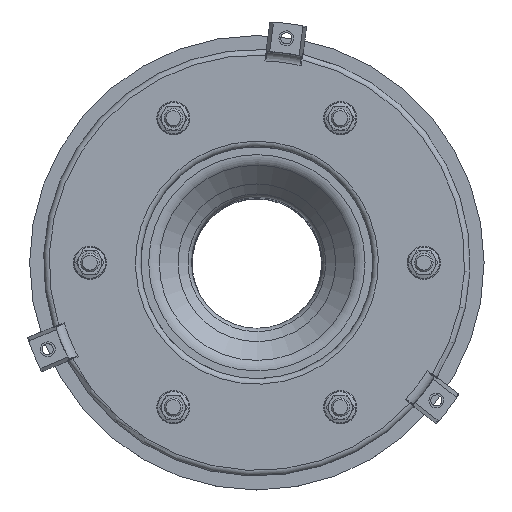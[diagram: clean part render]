
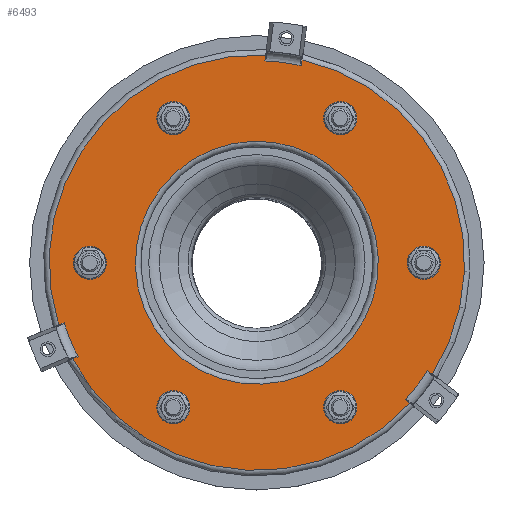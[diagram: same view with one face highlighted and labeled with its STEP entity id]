
A CAD part, top view. The second image highlights one B-rep face of the part: STEP entity #6493.
In plain terms, the highlighted planar face has unit normal (0, 0, 1).
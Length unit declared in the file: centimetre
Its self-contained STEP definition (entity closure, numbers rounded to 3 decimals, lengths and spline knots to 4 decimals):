
#309=FACE_BOUND('',#1146,.T.);
#310=FACE_BOUND('',#1147,.T.);
#311=FACE_BOUND('',#1148,.T.);
#312=FACE_BOUND('',#1149,.T.);
#313=FACE_BOUND('',#1150,.T.);
#314=FACE_BOUND('',#1151,.T.);
#315=FACE_BOUND('',#1152,.T.);
#375=PLANE('',#7192);
#675=FACE_OUTER_BOUND('',#1145,.T.);
#1145=EDGE_LOOP('',(#4890,#4891,#4892,#4893,#4894,#4895,#4896,#4897,#4898,
#4899,#4900,#4901));
#1146=EDGE_LOOP('',(#4902));
#1147=EDGE_LOOP('',(#4903));
#1148=EDGE_LOOP('',(#4904));
#1149=EDGE_LOOP('',(#4905));
#1150=EDGE_LOOP('',(#4906));
#1151=EDGE_LOOP('',(#4907));
#1152=EDGE_LOOP('',(#4908));
#1623=LINE('',#10661,#1963);
#1624=LINE('',#10882,#1964);
#1625=LINE('',#10886,#1965);
#1626=LINE('',#10890,#1966);
#1627=LINE('',#10894,#1967);
#1628=LINE('',#10897,#1968);
#1963=VECTOR('',#8700,1.);
#1964=VECTOR('',#8711,1.);
#1965=VECTOR('',#8714,1.);
#1966=VECTOR('',#8717,1.);
#1967=VECTOR('',#8720,1.);
#1968=VECTOR('',#8723,1.);
#2350=CIRCLE('',#7190,112.);
#2352=CIRCLE('',#7193,108.8417);
#2353=CIRCLE('',#7194,112.);
#2354=CIRCLE('',#7195,108.8417);
#2355=CIRCLE('',#7196,112.);
#2356=CIRCLE('',#7197,108.8417);
#2357=CIRCLE('',#7198,6.5);
#2358=CIRCLE('',#7199,6.5);
#2359=CIRCLE('',#7200,6.5);
#2360=CIRCLE('',#7201,6.5);
#2361=CIRCLE('',#7202,6.5);
#2362=CIRCLE('',#7203,6.5);
#2363=CIRCLE('',#7204,65.5);
#2788=VERTEX_POINT('',#10647);
#2791=VERTEX_POINT('',#10652);
#2794=VERTEX_POINT('',#10813);
#2796=VERTEX_POINT('',#10879);
#2797=VERTEX_POINT('',#10881);
#2798=VERTEX_POINT('',#10883);
#2799=VERTEX_POINT('',#10885);
#2800=VERTEX_POINT('',#10887);
#2801=VERTEX_POINT('',#10889);
#2802=VERTEX_POINT('',#10891);
#2803=VERTEX_POINT('',#10893);
#2804=VERTEX_POINT('',#10895);
#2805=VERTEX_POINT('',#10898);
#2806=VERTEX_POINT('',#10900);
#2807=VERTEX_POINT('',#10902);
#2808=VERTEX_POINT('',#10904);
#2809=VERTEX_POINT('',#10906);
#2810=VERTEX_POINT('',#10908);
#2811=VERTEX_POINT('',#10910);
#3529=EDGE_CURVE('',#2791,#2788,#1623,.T.);
#3533=EDGE_CURVE('',#2788,#2794,#2350,.T.);
#3536=EDGE_CURVE('',#2791,#2796,#2352,.T.);
#3537=EDGE_CURVE('',#2797,#2796,#1624,.T.);
#3538=EDGE_CURVE('',#2798,#2797,#2353,.T.);
#3539=EDGE_CURVE('',#2799,#2798,#1625,.T.);
#3540=EDGE_CURVE('',#2799,#2800,#2354,.T.);
#3541=EDGE_CURVE('',#2801,#2800,#1626,.T.);
#3542=EDGE_CURVE('',#2802,#2801,#2355,.T.);
#3543=EDGE_CURVE('',#2803,#2802,#1627,.T.);
#3544=EDGE_CURVE('',#2803,#2804,#2356,.T.);
#3545=EDGE_CURVE('',#2794,#2804,#1628,.T.);
#3546=EDGE_CURVE('',#2805,#2805,#2357,.T.);
#3547=EDGE_CURVE('',#2806,#2806,#2358,.T.);
#3548=EDGE_CURVE('',#2807,#2807,#2359,.T.);
#3549=EDGE_CURVE('',#2808,#2808,#2360,.T.);
#3550=EDGE_CURVE('',#2809,#2809,#2361,.T.);
#3551=EDGE_CURVE('',#2810,#2810,#2362,.T.);
#3552=EDGE_CURVE('',#2811,#2811,#2363,.T.);
#4890=ORIENTED_EDGE('',*,*,#3529,.F.);
#4891=ORIENTED_EDGE('',*,*,#3536,.T.);
#4892=ORIENTED_EDGE('',*,*,#3537,.F.);
#4893=ORIENTED_EDGE('',*,*,#3538,.F.);
#4894=ORIENTED_EDGE('',*,*,#3539,.F.);
#4895=ORIENTED_EDGE('',*,*,#3540,.T.);
#4896=ORIENTED_EDGE('',*,*,#3541,.F.);
#4897=ORIENTED_EDGE('',*,*,#3542,.F.);
#4898=ORIENTED_EDGE('',*,*,#3543,.F.);
#4899=ORIENTED_EDGE('',*,*,#3544,.T.);
#4900=ORIENTED_EDGE('',*,*,#3545,.F.);
#4901=ORIENTED_EDGE('',*,*,#3533,.F.);
#4902=ORIENTED_EDGE('',*,*,#3546,.T.);
#4903=ORIENTED_EDGE('',*,*,#3547,.T.);
#4904=ORIENTED_EDGE('',*,*,#3548,.T.);
#4905=ORIENTED_EDGE('',*,*,#3549,.T.);
#4906=ORIENTED_EDGE('',*,*,#3550,.T.);
#4907=ORIENTED_EDGE('',*,*,#3551,.T.);
#4908=ORIENTED_EDGE('',*,*,#3552,.T.);
#6493=ADVANCED_FACE('',(#675,#309,#310,#311,#312,#313,#314,#315),#375,.F.);
#7190=AXIS2_PLACEMENT_3D('',#10814,#8703,#8704);
#7192=AXIS2_PLACEMENT_3D('',#10878,#8707,#8708);
#7193=AXIS2_PLACEMENT_3D('',#10880,#8709,#8710);
#7194=AXIS2_PLACEMENT_3D('',#10884,#8712,#8713);
#7195=AXIS2_PLACEMENT_3D('',#10888,#8715,#8716);
#7196=AXIS2_PLACEMENT_3D('',#10892,#8718,#8719);
#7197=AXIS2_PLACEMENT_3D('',#10896,#8721,#8722);
#7198=AXIS2_PLACEMENT_3D('',#10899,#8724,#8725);
#7199=AXIS2_PLACEMENT_3D('',#10901,#8726,#8727);
#7200=AXIS2_PLACEMENT_3D('',#10903,#8728,#8729);
#7201=AXIS2_PLACEMENT_3D('',#10905,#8730,#8731);
#7202=AXIS2_PLACEMENT_3D('',#10907,#8732,#8733);
#7203=AXIS2_PLACEMENT_3D('',#10909,#8734,#8735);
#7204=AXIS2_PLACEMENT_3D('',#10911,#8736,#8737);
#8700=DIRECTION('',(0.131,0.991,0.));
#8703=DIRECTION('center_axis',(0.,0.,
-1.));
#8704=DIRECTION('ref_axis',(-0.924,-0.383,0.));
#8707=DIRECTION('center_axis',(0.,0.,
-1.));
#8708=DIRECTION('ref_axis',(0.924,0.383,0.));
#8709=DIRECTION('center_axis',(0.,0.,
1.));
#8710=DIRECTION('ref_axis',(0.924,0.383,0.));
#8711=DIRECTION('',(-0.131,-0.991,0.));
#8712=DIRECTION('center_axis',(0.,0.,
-1.));
#8713=DIRECTION('ref_axis',(-0.924,-0.383,0.));
#8714=DIRECTION('',(-0.924,-0.383,0.));
#8715=DIRECTION('center_axis',(0.,0.,
1.));
#8716=DIRECTION('ref_axis',(0.924,0.383,0.));
#8717=DIRECTION('',(0.924,0.383,0.));
#8718=DIRECTION('center_axis',(0.,0.,
-1.));
#8719=DIRECTION('ref_axis',(-0.924,-0.383,0.));
#8720=DIRECTION('',(0.793,-0.609,0.));
#8721=DIRECTION('center_axis',(0.,0.,
1.));
#8722=DIRECTION('ref_axis',(0.924,0.383,0.));
#8723=DIRECTION('',(-0.793,0.609,0.));
#8724=DIRECTION('center_axis',(0.,0.,
-1.));
#8725=DIRECTION('ref_axis',(0.924,0.383,0.));
#8726=DIRECTION('center_axis',(0.,0.,
-1.));
#8727=DIRECTION('ref_axis',(-0.924,-0.383,0.));
#8728=DIRECTION('center_axis',(0.,0.,
-1.));
#8729=DIRECTION('ref_axis',(0.924,0.383,0.));
#8730=DIRECTION('center_axis',(0.,0.,
-1.));
#8731=DIRECTION('ref_axis',(0.924,0.383,0.));
#8732=DIRECTION('center_axis',(0.,0.,
-1.));
#8733=DIRECTION('ref_axis',(0.924,0.383,0.));
#8734=DIRECTION('center_axis',(0.,0.,
-1.));
#8735=DIRECTION('ref_axis',(-0.924,-0.383,0.));
#8736=DIRECTION('center_axis',(0.,0.,
-1.));
#8737=DIRECTION('ref_axis',(-0.924,-0.383,0.));
#10647=CARTESIAN_POINT('',(132.1416,109.3253,388.6547));
#10652=CARTESIAN_POINT('',(131.7277,106.1815,388.6547));
#10661=CARTESIAN_POINT('',(121.5603,28.9531,388.6547));
#10813=CARTESIAN_POINT('',(202.32,-60.1004,388.6547));
#10814=CARTESIAN_POINT('Origin',(107.8111,0.,
388.6547));
#10878=CARTESIAN_POINT('Origin',(-4.9022,-46.6874,388.6547));
#10879=CARTESIAN_POINT('',(112.1913,108.7536,388.6547));
#10880=CARTESIAN_POINT('Origin',(107.8111,0.,388.6547));
#10881=CARTESIAN_POINT('',(112.6051,111.8974,388.6547));
#10882=CARTESIAN_POINT('',(102.0239,31.5251,388.6547));
#10883=CARTESIAN_POINT('',(0.9673,-33.5919,388.6547));
#10884=CARTESIAN_POINT('Origin',(107.8111,0.,
388.6547));
#10885=CARTESIAN_POINT('',(3.8969,-32.3784,388.6547));
#10886=CARTESIAN_POINT('',(-8.6726,-37.5849,388.6547));
#10887=CARTESIAN_POINT('',(11.4377,-50.5834,388.6547));
#10888=CARTESIAN_POINT('Origin',(107.8111,0.,
388.6547));
#10889=CARTESIAN_POINT('',(8.5081,-51.7969,388.6547));
#10890=CARTESIAN_POINT('',(-1.1318,-55.7899,388.6547));
#10891=CARTESIAN_POINT('',(190.3244,-75.7335,388.6547));
#10892=CARTESIAN_POINT('Origin',(107.8111,0.,
388.6547));
#10893=CARTESIAN_POINT('',(187.8087,-73.8031,388.6547));
#10894=CARTESIAN_POINT('',(126.0105,-26.3837,388.6547));
#10895=CARTESIAN_POINT('',(199.8044,-58.1701,388.6547));
#10896=CARTESIAN_POINT('Origin',(107.8111,0.,388.6547));
#10897=CARTESIAN_POINT('',(138.0062,-10.7507,388.6547));
#10898=CARTESIAN_POINT('',(56.8059,-80.4297,388.6547));
#10899=CARTESIAN_POINT('Origin',(62.8111,-77.9423,388.6547));
#10900=CARTESIAN_POINT('',(68.8163,80.4297,388.6547));
#10901=CARTESIAN_POINT('Origin',(62.8111,77.9423,388.6547));
#10902=CARTESIAN_POINT('',(191.8059,-2.4874,388.6547));
#10903=CARTESIAN_POINT('Origin',(197.8111,0.,
388.6547));
#10904=CARTESIAN_POINT('',(146.8059,75.4548,388.6547));
#10905=CARTESIAN_POINT('Origin',(152.8111,77.9423,388.6547));
#10906=CARTESIAN_POINT('',(11.8059,-2.4874,388.6547));
#10907=CARTESIAN_POINT('Origin',(17.8111,0.,
388.6547));
#10908=CARTESIAN_POINT('',(158.8163,-75.4548,388.6547));
#10909=CARTESIAN_POINT('Origin',(152.8111,-77.9423,388.6547));
#10910=CARTESIAN_POINT('',(82.7453,60.5141,388.6547));
#10911=CARTESIAN_POINT('Origin',(107.8111,0.,
388.6547));
